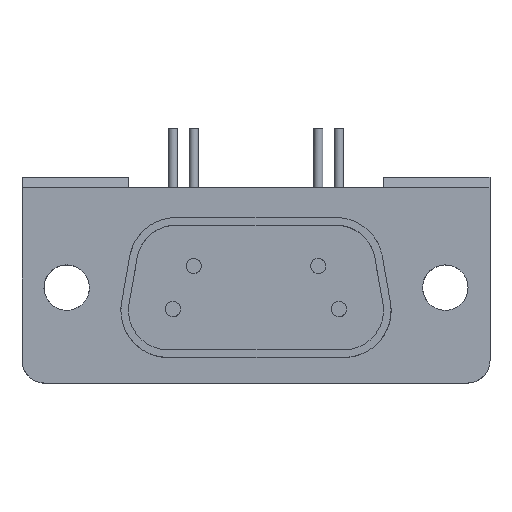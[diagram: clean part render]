
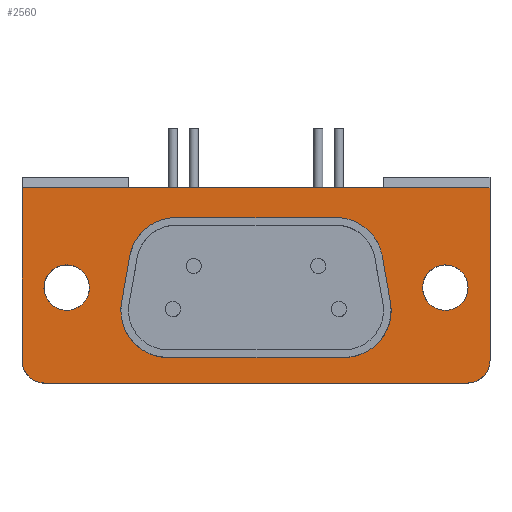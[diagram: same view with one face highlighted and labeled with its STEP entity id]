
A CAD part, top view. The second image highlights one B-rep face of the part: STEP entity #2560.
In plain terms, the highlighted free-form (B-spline) face has degree [1, 1] with [2, 2] control points.
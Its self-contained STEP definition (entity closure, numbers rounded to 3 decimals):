
#383=CARTESIAN_POINT('V92',(-5.286,0.5,
   0.5));
#384=VERTEX_POINT('V92',#383);
#385=CARTESIAN_POINT('V98',(-8.339,-2.062,
   0.5));
#386=VERTEX_POINT('V98',#385);
#387=CARTESIAN_POINT('E150',(-5.286,0.5,
   0.5));
#388=CARTESIAN_POINT('E150',(-7.887,0.5,
   0.5));
#389=CARTESIAN_POINT('E150',(-8.339,-2.062,
   0.5));
#397=(BOUNDED_CURVE()B_SPLINE_CURVE(2,(#387,#388,#389),
   .CIRCULAR_ARC.,.F.,.U.)CURVE()GEOMETRIC_REPRESENTATION_ITEM()
   QUASI_UNIFORM_CURVE()RATIONAL_B_SPLINE_CURVE((1.0,
   0.674,0.773))REPRESENTATION_ITEM('E150')
   );
#398=EDGE_CURVE('E150',#384,#386,#397,.T.);
#435=CARTESIAN_POINT('V97',(-8.873,-5.092,
   0.5));
#436=VERTEX_POINT('V97',#435);
#437=CARTESIAN_POINT('E148',(-8.339,-2.062,
   0.5));
#438=CARTESIAN_POINT('E148',(-8.873,-5.092,
   0.5));
#439=QUASI_UNIFORM_CURVE('E148',1,(#437,#438),.POLYLINE_FORM.,.F.,
   .U.);
#440=EDGE_CURVE('E148',#386,#436,#439,.T.);
#472=CARTESIAN_POINT('V96',(-5.82,-8.73,
   0.5));
#473=VERTEX_POINT('V96',#472);
#474=CARTESIAN_POINT('E146',(-8.873,-5.092,
   0.5));
#475=CARTESIAN_POINT('E146',(-9.514,-8.73,
   0.5));
#476=CARTESIAN_POINT('E146',(-5.82,-8.73,
   0.5));
#484=(BOUNDED_CURVE()B_SPLINE_CURVE(2,(#474,#475,#476),
   .CIRCULAR_ARC.,.F.,.U.)CURVE()GEOMETRIC_REPRESENTATION_ITEM()
   QUASI_UNIFORM_CURVE()RATIONAL_B_SPLINE_CURVE((1.0,
   0.592,0.849))REPRESENTATION_ITEM('E146')
   );
#485=EDGE_CURVE('E146',#436,#473,#484,.T.);
#516=CARTESIAN_POINT('V95',(5.82,-8.73,
   0.5));
#517=VERTEX_POINT('V95',#516);
#518=CARTESIAN_POINT('E144',(-5.82,-8.73,
   0.5));
#519=CARTESIAN_POINT('E144',(5.82,-8.73,
   0.5));
#520=QUASI_UNIFORM_CURVE('E144',1,(#518,#519),.POLYLINE_FORM.,.F.,
   .U.);
#521=EDGE_CURVE('E144',#473,#517,#520,.T.);
#553=CARTESIAN_POINT('V94',(8.873,-5.092,
   0.5));
#554=VERTEX_POINT('V94',#553);
#555=CARTESIAN_POINT('E142',(5.82,-8.73,
   0.5));
#556=CARTESIAN_POINT('E142',(9.514,-8.73,
   0.5));
#557=CARTESIAN_POINT('E142',(8.873,-5.092,
   0.5));
#565=(BOUNDED_CURVE()B_SPLINE_CURVE(2,(#555,#556,#557),
   .CIRCULAR_ARC.,.F.,.U.)CURVE()GEOMETRIC_REPRESENTATION_ITEM()
   QUASI_UNIFORM_CURVE()RATIONAL_B_SPLINE_CURVE((1.0,
   0.592,0.849))REPRESENTATION_ITEM('E142')
   );
#566=EDGE_CURVE('E142',#517,#554,#565,.T.);
#597=CARTESIAN_POINT('V93',(8.339,-2.062,
   0.5));
#598=VERTEX_POINT('V93',#597);
#599=CARTESIAN_POINT('E140',(8.873,-5.092,
   0.5));
#600=CARTESIAN_POINT('E140',(8.339,-2.062,
   0.5));
#601=QUASI_UNIFORM_CURVE('E140',1,(#599,#600),.POLYLINE_FORM.,.F.,
   .U.);
#602=EDGE_CURVE('E140',#554,#598,#601,.T.);
#634=CARTESIAN_POINT('V91',(5.286,0.5,
   0.5));
#635=VERTEX_POINT('V91',#634);
#636=CARTESIAN_POINT('E138',(8.339,-2.062,
   0.5));
#637=CARTESIAN_POINT('E138',(7.887,0.5,
   0.5));
#638=CARTESIAN_POINT('E138',(5.286,0.5,
   0.5));
#646=(BOUNDED_CURVE()B_SPLINE_CURVE(2,(#636,#637,#638),
   .CIRCULAR_ARC.,.F.,.U.)CURVE()GEOMETRIC_REPRESENTATION_ITEM()
   QUASI_UNIFORM_CURVE()RATIONAL_B_SPLINE_CURVE((1.0,
   0.674,0.773))REPRESENTATION_ITEM('E138')
   );
#647=EDGE_CURVE('E138',#598,#635,#646,.T.);
#695=CARTESIAN_POINT('V53',(14.0,-4.115,
   0.5));
#696=VERTEX_POINT('V53',#695);
#722=CARTESIAN_POINT('E72',(14.0,-4.115,
   0.5));
#723=CARTESIAN_POINT('E72',(14.0,-6.713,
   0.5));
#724=CARTESIAN_POINT('E72',(11.75,-5.414,
   0.5));
#725=CARTESIAN_POINT('E72',(9.5,-4.115,
   0.5));
#726=CARTESIAN_POINT('E72',(11.75,-2.816,
   0.5));
#727=CARTESIAN_POINT('E72',(14.0,-1.517,
   0.5));
#728=CARTESIAN_POINT('E72',(14.0,-4.115,
   0.5));
#736=(BOUNDED_CURVE()B_SPLINE_CURVE(2,(#722,#723,#724,#725,#726,
   #727,#728),.CIRCULAR_ARC.,.T.,.U.)B_SPLINE_CURVE_WITH_KNOTS((3,
   2,2,3),(0.0,10.392,20.785,
   31.177),.UNSPECIFIED.)CURVE()
   GEOMETRIC_REPRESENTATION_ITEM()RATIONAL_B_SPLINE_CURVE((1.0,
   0.5,1.0,0.5,1.0,0.5,1.0)
   )REPRESENTATION_ITEM('E72'));
#737=EDGE_CURVE('E72',#696,#696,#736,.T.);
#764=CARTESIAN_POINT('V51',(-11.0,-4.115,
   0.5));
#765=VERTEX_POINT('V51',#764);
#791=CARTESIAN_POINT('E69',(-11.0,-4.115,
   0.5));
#792=CARTESIAN_POINT('E69',(-11.0,-6.713,
   0.5));
#793=CARTESIAN_POINT('E69',(-13.25,-5.414,
   0.5));
#794=CARTESIAN_POINT('E69',(-15.5,-4.115,
   0.5));
#795=CARTESIAN_POINT('E69',(-13.25,-2.816,
   0.5));
#796=CARTESIAN_POINT('E69',(-11.0,-1.517,
   0.5));
#797=CARTESIAN_POINT('E69',(-11.0,-4.115,
   0.5));
#805=(BOUNDED_CURVE()B_SPLINE_CURVE(2,(#791,#792,#793,#794,#795,
   #796,#797),.CIRCULAR_ARC.,.T.,.U.)B_SPLINE_CURVE_WITH_KNOTS((3,
   2,2,3),(0.0,10.392,20.785,
   31.177),.UNSPECIFIED.)CURVE()
   GEOMETRIC_REPRESENTATION_ITEM()RATIONAL_B_SPLINE_CURVE((1.0,
   0.5,1.0,0.5,1.0,0.5,1.0)
   )REPRESENTATION_ITEM('E69'));
#806=EDGE_CURVE('E69',#765,#765,#805,.T.);
#2282=CARTESIAN_POINT('V32',(-15.45,2.485,
   0.5));
#2283=VERTEX_POINT('V32',#2282);
#2289=CARTESIAN_POINT('V33',(15.45,2.485,
   0.5));
#2290=VERTEX_POINT('V33',#2289);
#2291=CARTESIAN_POINT('E44',(-15.45,2.485,
   0.5));
#2292=CARTESIAN_POINT('E44',(15.45,2.485,
   0.5));
#2293=B_SPLINE_CURVE_WITH_KNOTS('E44',1,(#2291,#2292),
   .POLYLINE_FORM.,.F.,.U.,(2,2),(0.0,61.8),
   .UNSPECIFIED.);
#2294=EDGE_CURVE('E44',#2283,#2290,#2293,.T.);
#2310=CARTESIAN_POINT('V35',(-15.45,-8.915,
   0.5));
#2311=VERTEX_POINT('V35',#2310);
#2319=CARTESIAN_POINT('E48',(-15.45,-8.915,
   0.5));
#2320=CARTESIAN_POINT('E48',(-15.45,2.485,
   0.5));
#2321=B_SPLINE_CURVE_WITH_KNOTS('E48',1,(#2319,#2320),
   .POLYLINE_FORM.,.F.,.U.,(2,2),(0.0,22.8),
   .UNSPECIFIED.);
#2322=EDGE_CURVE('E48',#2311,#2283,#2321,.T.);
#2371=CARTESIAN_POINT('V42',(-13.95,-10.415,
   0.5));
#2372=VERTEX_POINT('V42',#2371);
#2378=CARTESIAN_POINT('E56',(-13.95,-10.415,
   0.5));
#2379=CARTESIAN_POINT('E56',(-15.45,-10.415,
   0.5));
#2380=CARTESIAN_POINT('E56',(-15.45,-8.915,
   0.5));
#2388=(BOUNDED_CURVE()B_SPLINE_CURVE(2,(#2378,#2379,#2380),
   .CIRCULAR_ARC.,.F.,.U.)B_SPLINE_CURVE_WITH_KNOTS((3,3),(0.0,
   6.),.UNSPECIFIED.)CURVE()
   GEOMETRIC_REPRESENTATION_ITEM()RATIONAL_B_SPLINE_CURVE((1.0,
   0.707,1.0))REPRESENTATION_ITEM('E56'));
#2389=EDGE_CURVE('E56',#2372,#2311,#2388,.T.);
#2401=CARTESIAN_POINT('V44',(13.95,-10.415,
   0.5));
#2402=VERTEX_POINT('V44',#2401);
#2408=CARTESIAN_POINT('E58',(13.95,-10.415,
   0.5));
#2409=CARTESIAN_POINT('E58',(-13.95,-10.415,
   0.5));
#2410=B_SPLINE_CURVE_WITH_KNOTS('E58',1,(#2408,#2409),
   .POLYLINE_FORM.,.F.,.U.,(2,2),(0.0,55.8),
   .UNSPECIFIED.);
#2411=EDGE_CURVE('E58',#2402,#2372,#2410,.T.);
#2483=CARTESIAN_POINT('V46',(15.45,-8.915,
   0.5));
#2484=VERTEX_POINT('V46',#2483);
#2490=CARTESIAN_POINT('E62',(15.45,-8.915,
   0.5));
#2491=CARTESIAN_POINT('E62',(15.45,-10.415,
   0.5));
#2492=CARTESIAN_POINT('E62',(13.95,-10.415,
   0.5));
#2500=(BOUNDED_CURVE()B_SPLINE_CURVE(2,(#2490,#2491,#2492),
   .CIRCULAR_ARC.,.F.,.U.)B_SPLINE_CURVE_WITH_KNOTS((3,3),(0.0,
   6.),.UNSPECIFIED.)CURVE()
   GEOMETRIC_REPRESENTATION_ITEM()RATIONAL_B_SPLINE_CURVE((1.0,
   0.707,1.0))REPRESENTATION_ITEM('E62'));
#2501=EDGE_CURVE('E62',#2484,#2402,#2500,.T.);
#2519=CARTESIAN_POINT('E68',(15.45,2.485,
   0.5));
#2520=CARTESIAN_POINT('E68',(15.45,-8.915,
   0.5));
#2521=B_SPLINE_CURVE_WITH_KNOTS('E68',1,(#2519,#2520),
   .POLYLINE_FORM.,.F.,.U.,(2,2),(0.0,22.8),
   .UNSPECIFIED.);
#2522=EDGE_CURVE('E68',#2290,#2484,#2521,.T.);
#2527=CARTESIAN_POINT('F55',(-16.995,-11.06,
   0.5));
#2528=CARTESIAN_POINT('F55',(16.995,-11.06,
   0.5));
#2529=CARTESIAN_POINT('F55',(-16.995,3.13,
   0.5));
#2530=CARTESIAN_POINT('F55',(16.995,3.13,
   0.5));
#2531=QUASI_UNIFORM_SURFACE('F55',1,1,((#2527,#2529),(#2528,#2530))
,.PLANE_SURF.,.F.,.F.,.U.);
#2532=ORIENTED_EDGE('F23',*,*,#2522,.F.);
#2533=ORIENTED_EDGE('E44',*,*,#2294,.F.);
#2534=ORIENTED_EDGE('E48',*,*,#2322,.F.);
#2535=ORIENTED_EDGE('F20',*,*,#2389,.F.);
#2536=ORIENTED_EDGE('E58',*,*,#2411,.F.);
#2537=ORIENTED_EDGE('E62',*,*,#2501,.F.);
#2538=EDGE_LOOP('F55',(#2532,#2533,#2534,#2535,#2536,#2537));
#2539=FACE_OUTER_BOUND('F55',#2538,.T.);
#2540=CARTESIAN_POINT('E135',(5.286,0.5,
   0.5));
#2541=CARTESIAN_POINT('E135',(-5.286,0.5,
   0.5));
#2542=QUASI_UNIFORM_CURVE('E135',1,(#2540,#2541),.POLYLINE_FORM.,.F.,
   .U.);
#2543=EDGE_CURVE('E135',#635,#384,#2542,.T.);
#2544=ORIENTED_EDGE('E135',*,*,#2543,.F.);
#2545=ORIENTED_EDGE('E138',*,*,#647,.F.);
#2546=ORIENTED_EDGE('E140',*,*,#602,.F.);
#2547=ORIENTED_EDGE('E142',*,*,#566,.F.);
#2548=ORIENTED_EDGE('E144',*,*,#521,.F.);
#2549=ORIENTED_EDGE('E146',*,*,#485,.F.);
#2550=ORIENTED_EDGE('E148',*,*,#440,.F.);
#2551=ORIENTED_EDGE('E150',*,*,#398,.F.);
#2552=EDGE_LOOP('F55',(#2544,#2545,#2546,#2547,#2548,#2549,#2550,
   #2551));
#2553=FACE_BOUND('F55',#2552,.T.);
#2554=ORIENTED_EDGE('F24',*,*,#806,.T.);
#2555=EDGE_LOOP('F55',(#2554));
#2556=FACE_BOUND('F55',#2555,.T.);
#2557=ORIENTED_EDGE('F25',*,*,#737,.T.);
#2558=EDGE_LOOP('F55',(#2557));
#2559=FACE_BOUND('F55',#2558,.T.);
#2560=ADVANCED_FACE('F55',(#2539,#2553,#2556,#2559),#2531,.T.);
